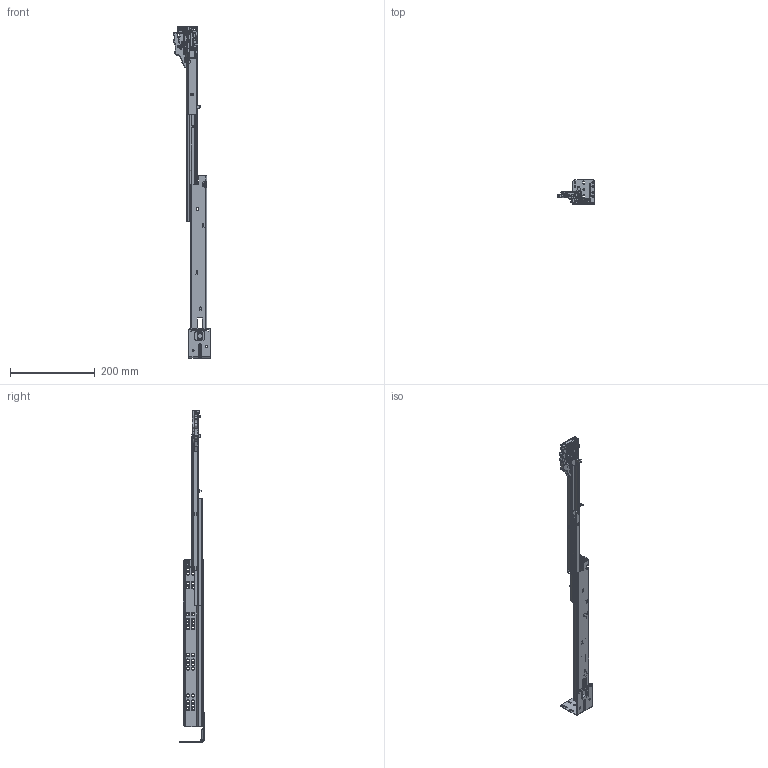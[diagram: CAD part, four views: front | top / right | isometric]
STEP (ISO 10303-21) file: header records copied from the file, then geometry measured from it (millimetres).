
FILE_DESCRIPTION (( 'STEP AP214' ), '1' );
FILE_NAME ('FR_3001.15inch_max_open_right.STEP', '2022-10-31T12:29:30', ( '' ), ( '' ), 'SwSTEP 2.0', 'SolidWorks 2020', '' );
FILE_SCHEMA (( 'AUTOMOTIVE_DESIGN' ));
Length unit declared in the file: millimetre
Products named in the file (30): FR 3XXX ECD SHORT SPRING RIGHT; FR 3XXX ECD PIN; FR 3XXX ECD LONG SPRING RIGHT; FR 3XXX ECD LATCH PIVOT RIGHT; FR 3XXX HOOK; 3001.XXX-01 RIGHT.C047_NL 15 OPEN; FR 3XXX ECD DAMPER ROD; FR 3XXX ECD DAMPER CYLINDER; FR 3XXX L_R ADJUSTMENT THREAD; FR 3XXX LOCKING HANDLE RIGHT; FR 3001.15-03 RIGHT.C047; 3001.XXX-02 RIGHT.C047_NL 15; FR 3001.15-01 RIGHT.C047; FR 3XXX END CAP RIGHT; FR_3001.15inch_max_open_right; FR 3XXX ECD LATCH RIGHT; FR 3XXX LOCATING BLOCK RIGHT; FR 3XXX SLIDER RIGHT; FR 3XXX THUMBWHEEL; FR 3XXX HOUSING SCREW; FR 3XXX.XXX-04 RIGHT; FR 3001 REAR BRACKET; FR 3XXX METAL PLATE RIGHT; 3001.XXX-03 RIGHT.C047_NL  15; FR 3XXX ECD RIGHT_ECD RIGHT OPEN; FR 3XXX ECD HOUSING RIGHT; FR 3XXX PLASTIC HOUSING RIGHT; FR 3XXX CLOSE ADJUSTMENT RIGHT; FR 3XXX HANDLE SCREW; FR 3001.15-02 RIGHT.C047
Assembly tree (32 placements, depth 4):
  FR_3001.15inch_max_open_right
    3001.XXX-01 RIGHT.C047_NL 15 OPEN
      FR 3001.15-01 RIGHT.C047
      FR 3XXX ECD RIGHT_ECD RIGHT OPEN
        FR 3XXX ECD HOUSING RIGHT
        FR 3XXX ECD SHORT SPRING RIGHT
        FR 3XXX ECD LONG SPRING RIGHT
        FR 3XXX ECD DAMPER CYLINDER
        FR 3XXX ECD DAMPER ROD
        FR 3XXX ECD LATCH PIVOT RIGHT
        FR 3XXX ECD LATCH RIGHT
    3001.XXX-02 RIGHT.C047_NL 15
      FR 3001.15-02 RIGHT.C047
    3001.XXX-03 RIGHT.C047_NL  15
      FR 3XXX END CAP RIGHT
      FR 3001.15-03 RIGHT.C047
      FR 3XXX HOOK
      FR 3XXX ECD PIN
    FR 3XXX.XXX-04 RIGHT
      FR 3XXX METAL PLATE RIGHT
      FR 3XXX L_R ADJUSTMENT THREAD
      FR 3XXX SLIDER RIGHT
      FR 3XXX PLASTIC HOUSING RIGHT
      FR 3XXX HANDLE SCREW
      FR 3XXX CLOSE ADJUSTMENT RIGHT
      FR 3XXX LOCATING BLOCK RIGHT
      FR 3XXX LOCKING HANDLE RIGHT
      FR 3XXX THUMBWHEEL  x2
      FR 3XXX HOUSING SCREW  x3
    FR 3001 REAR BRACKET
Bounding box: 89.06 x 57 x 784.2 mm (x, y, z)
Volume: 163435.5 mm3; surface area: 222252.7 mm2
Topology: 27 solids, 27 shells, 4837 faces, 12246 edges, 7300 vertices
Faces by surface type: cylinder 1807, plane 1571, torus 822, bspline 261, cone 212, sphere 164
Entity records: 146460 total; most frequent: CARTESIAN_POINT 39511, DIRECTION 22854, ORIENTED_EDGE 22164, EDGE_CURVE 11082, AXIS2_PLACEMENT_3D 8497, VERTEX_POINT 6733, VECTOR 5860, LINE 5860
